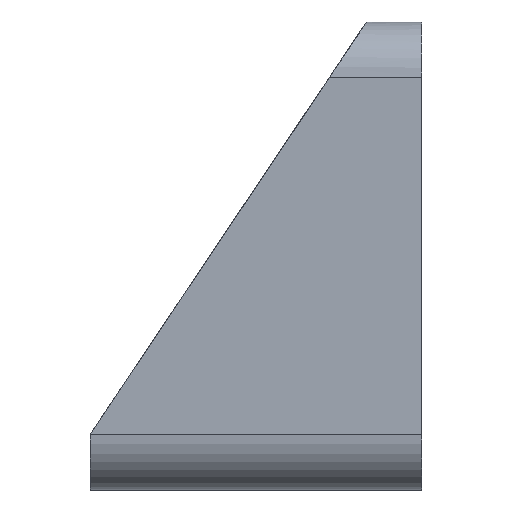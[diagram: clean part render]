
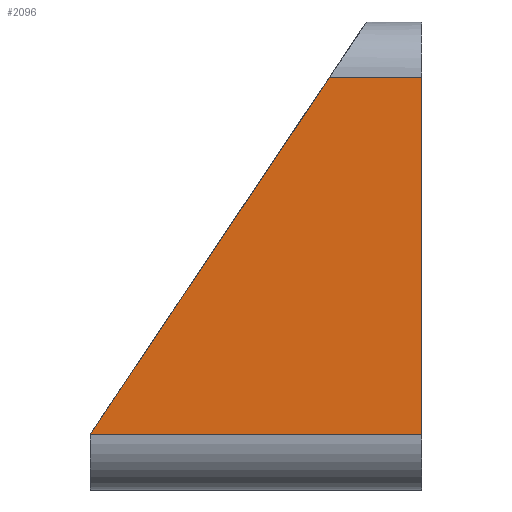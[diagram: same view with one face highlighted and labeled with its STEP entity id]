
A CAD part, left-side view. The second image highlights one B-rep face of the part: STEP entity #2096.
In plain terms, the highlighted planar face has unit normal (-1, 0, 0).
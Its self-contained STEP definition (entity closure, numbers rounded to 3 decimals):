
#112 = DIRECTION ( 'NONE',  ( 0., 1., 0. ) ) ;
#196 = VERTEX_POINT ( 'NONE', #855 ) ;
#270 = CARTESIAN_POINT ( 'NONE',  ( -21.15, 17.5, 2.5 ) ) ;
#294 = LINE ( 'NONE', #270, #2071 ) ;
#364 = EDGE_CURVE ( 'NONE', #1814, #561, #1881, .T. ) ;
#387 = ORIENTED_EDGE ( 'NONE', *, *, #2257, .T. ) ;
#459 = DIRECTION ( 'NONE',  ( 0., 0.557, -0.831 ) ) ;
#561 = VERTEX_POINT ( 'NONE', #1608 ) ;
#616 = VERTEX_POINT ( 'NONE', #1795 ) ;
#837 = ORIENTED_EDGE ( 'NONE', *, *, #1081, .T. ) ;
#855 = CARTESIAN_POINT ( 'NONE',  ( -21.15, 30., -16.15 ) ) ;
#939 = CARTESIAN_POINT ( 'NONE',  ( -21.15, 0., -16.15 ) ) ;
#967 = EDGE_LOOP ( 'NONE', ( #1530, #837, #387, #1572 ) ) ;
#1001 = DIRECTION ( 'NONE',  ( 0., 0., -1. ) ) ;
#1081 = EDGE_CURVE ( 'NONE', #561, #616, #1831, .T. ) ;
#1107 = CARTESIAN_POINT ( 'NONE',  ( -21.15, 5., -21.15 ) ) ;
#1114 = CARTESIAN_POINT ( 'NONE',  ( -21.15, 5., 16.15 ) ) ;
#1241 = DIRECTION ( 'NONE',  ( 0., -1., 0. ) ) ;
#1276 = VECTOR ( 'NONE', #112, 1000. ) ;
#1318 = DIRECTION ( 'NONE',  ( 0., 0., 1. ) ) ;
#1517 = DIRECTION ( 'NONE',  ( 1., 0., 0. ) ) ;
#1530 = ORIENTED_EDGE ( 'NONE', *, *, #364, .T. ) ;
#1572 = ORIENTED_EDGE ( 'NONE', *, *, #2323, .T. ) ;
#1608 = CARTESIAN_POINT ( 'NONE',  ( -21.15, 0., 16.15 ) ) ;
#1670 = CARTESIAN_POINT ( 'NONE',  ( -21.15, 0., -21.15 ) ) ;
#1768 = FACE_OUTER_BOUND ( 'NONE', #967, .T. ) ;
#1795 = CARTESIAN_POINT ( 'NONE',  ( -21.15, 8.351, 16.15 ) ) ;
#1814 = VERTEX_POINT ( 'NONE', #939 ) ;
#1831 = LINE ( 'NONE', #1114, #1276 ) ;
#1881 = LINE ( 'NONE', #1670, #2012 ) ;
#2012 = VECTOR ( 'NONE', #1318, 1000. ) ;
#2018 = LINE ( 'NONE', #2159, #2406 ) ;
#2071 = VECTOR ( 'NONE', #459, 1000. ) ;
#2096 = ADVANCED_FACE ( 'NONE', ( #1768 ), #2145, .F. ) ;
#2145 = PLANE ( 'NONE',  #2195 ) ;
#2159 = CARTESIAN_POINT ( 'NONE',  ( -21.15, 5., -16.15 ) ) ;
#2195 = AXIS2_PLACEMENT_3D ( 'NONE', #1107, #1517, #1001 ) ;
#2257 = EDGE_CURVE ( 'NONE', #616, #196, #294, .T. ) ;
#2323 = EDGE_CURVE ( 'NONE', #196, #1814, #2018, .T. ) ;
#2406 = VECTOR ( 'NONE', #1241, 1000. ) ;
